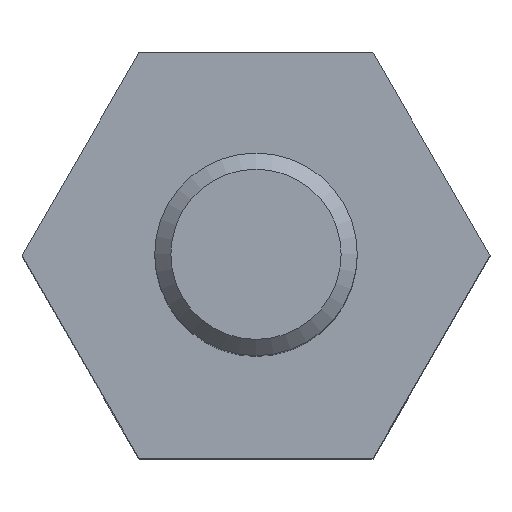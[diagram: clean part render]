
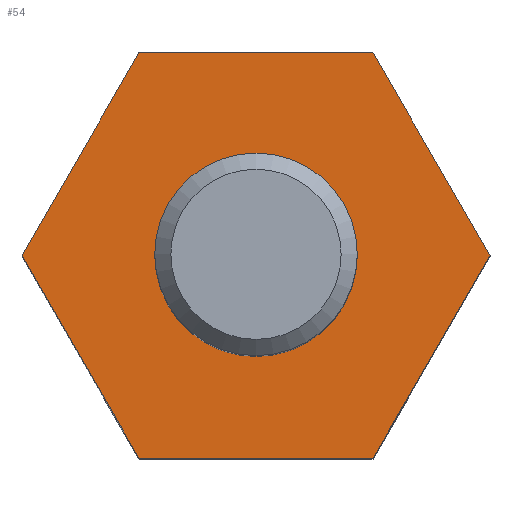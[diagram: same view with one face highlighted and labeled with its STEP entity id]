
A CAD part, top view. The second image highlights one B-rep face of the part: STEP entity #54.
In plain terms, the highlighted planar face has unit normal (0, 0, 1).
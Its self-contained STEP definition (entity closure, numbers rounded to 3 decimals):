
#54 = ADVANCED_FACE( '', ( #127, #128 ), #129, .T. );
#127 = FACE_BOUND( '', #225, .T. );
#128 = FACE_OUTER_BOUND( '', #226, .T. );
#129 = PLANE( '', #227 );
#225 = EDGE_LOOP( '', ( #321 ) );
#226 = EDGE_LOOP( '', ( #322, #323, #324, #325, #326, #327 ) );
#227 = AXIS2_PLACEMENT_3D( '', #328, #329, #330 );
#321 = ORIENTED_EDGE( '', *, *, #504, .T. );
#322 = ORIENTED_EDGE( '', *, *, #505, .T. );
#323 = ORIENTED_EDGE( '', *, *, #506, .T. );
#324 = ORIENTED_EDGE( '', *, *, #507, .T. );
#325 = ORIENTED_EDGE( '', *, *, #508, .T. );
#326 = ORIENTED_EDGE( '', *, *, #509, .T. );
#327 = ORIENTED_EDGE( '', *, *, #510, .T. );
#328 = CARTESIAN_POINT( '', ( 0., 0., 4. ) );
#329 = DIRECTION( '', ( 0., 0., 1. ) );
#330 = DIRECTION( '', ( 1., 0., 0. ) );
#504 = EDGE_CURVE( '', #577, #577, #578, .F. );
#505 = EDGE_CURVE( '', #579, #580, #581, .T. );
#506 = EDGE_CURVE( '', #580, #582, #583, .T. );
#507 = EDGE_CURVE( '', #582, #584, #585, .T. );
#508 = EDGE_CURVE( '', #584, #586, #587, .T. );
#509 = EDGE_CURVE( '', #586, #588, #589, .T. );
#510 = EDGE_CURVE( '', #588, #579, #590, .T. );
#577 = VERTEX_POINT( '', #675 );
#578 = CIRCLE( '', #676, 1.1 );
#579 = VERTEX_POINT( '', #677 );
#580 = VERTEX_POINT( '', #678 );
#581 = LINE( '', #679, #680 );
#582 = VERTEX_POINT( '', #681 );
#583 = LINE( '', #682, #683 );
#584 = VERTEX_POINT( '', #684 );
#585 = LINE( '', #685, #686 );
#586 = VERTEX_POINT( '', #687 );
#587 = LINE( '', #688, #689 );
#588 = VERTEX_POINT( '', #690 );
#589 = LINE( '', #691, #692 );
#590 = LINE( '', #693, #694 );
#675 = CARTESIAN_POINT( '', ( 1.1, 0., 4. ) );
#676 = AXIS2_PLACEMENT_3D( '', #798, #799, #800 );
#677 = CARTESIAN_POINT( '', ( 1.443, 2.5, 4. ) );
#678 = CARTESIAN_POINT( '', ( -1.443, 2.5, 4. ) );
#679 = CARTESIAN_POINT( '', ( 1.443, 2.5, 4. ) );
#680 = VECTOR( '', #801, 1000. );
#681 = CARTESIAN_POINT( '', ( -2.887, 0., 4. ) );
#682 = CARTESIAN_POINT( '', ( -1.443, 2.5, 4. ) );
#683 = VECTOR( '', #802, 1000. );
#684 = CARTESIAN_POINT( '', ( -1.443, -2.5, 4. ) );
#685 = CARTESIAN_POINT( '', ( -2.887, 0., 4. ) );
#686 = VECTOR( '', #803, 1000. );
#687 = CARTESIAN_POINT( '', ( 1.443, -2.5, 4. ) );
#688 = CARTESIAN_POINT( '', ( -1.443, -2.5, 4. ) );
#689 = VECTOR( '', #804, 1000. );
#690 = CARTESIAN_POINT( '', ( 2.887, 0., 4. ) );
#691 = CARTESIAN_POINT( '', ( 1.443, -2.5, 4. ) );
#692 = VECTOR( '', #805, 1000. );
#693 = CARTESIAN_POINT( '', ( 2.887, 0., 4. ) );
#694 = VECTOR( '', #806, 1000. );
#798 = CARTESIAN_POINT( '', ( 0., 0., 4. ) );
#799 = DIRECTION( '', ( 0., 0., 1. ) );
#800 = DIRECTION( '', ( 1., 0., 0. ) );
#801 = DIRECTION( '', ( -1., 0., 0. ) );
#802 = DIRECTION( '', ( -0.5, -0.866, 0. ) );
#803 = DIRECTION( '', ( 0.5, -0.866, 0. ) );
#804 = DIRECTION( '', ( 1., 0., 0. ) );
#805 = DIRECTION( '', ( 0.5, 0.866, 0. ) );
#806 = DIRECTION( '', ( -0.5, 0.866, 0. ) );
